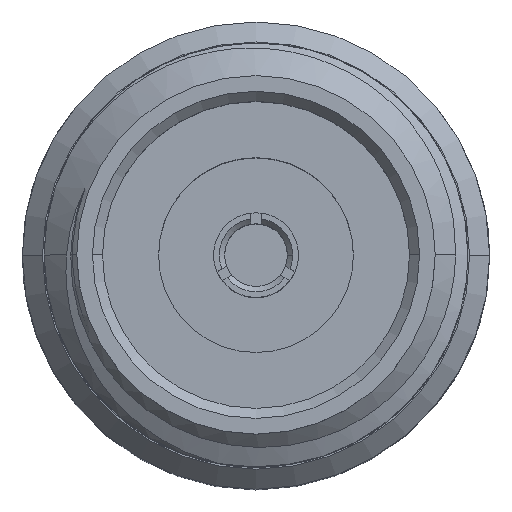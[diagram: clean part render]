
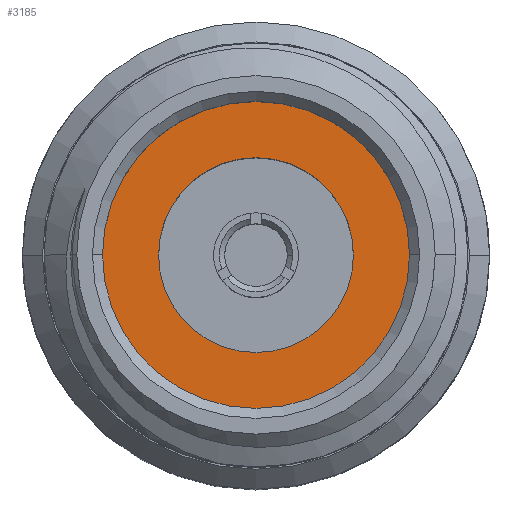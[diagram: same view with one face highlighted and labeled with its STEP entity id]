
A CAD part, top view. The second image highlights one B-rep face of the part: STEP entity #3185.
In plain terms, the highlighted planar face has unit normal (0, 0, 1).
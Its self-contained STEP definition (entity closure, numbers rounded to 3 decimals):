
#273 = VERTEX_POINT ( 'NONE', #1747 ) ;
#312 = DIRECTION ( 'NONE',  ( 0., 0., 1. ) ) ;
#392 = CIRCLE ( 'NONE', #3855, 2.3 ) ;
#526 = VERTEX_POINT ( 'NONE', #1645 ) ;
#552 = DIRECTION ( 'NONE',  ( 0., 0., 1. ) ) ;
#942 = DIRECTION ( 'NONE',  ( 1., 0., 0. ) ) ;
#1264 = CARTESIAN_POINT ( 'NONE',  ( 0., 0., 7.825 ) ) ;
#1278 = EDGE_CURVE ( 'NONE', #3580, #526, #392, .T. ) ;
#1304 = EDGE_LOOP ( 'NONE', ( #2376, #4606 ) ) ;
#1313 = DIRECTION ( 'NONE',  ( 0., 0., 1. ) ) ;
#1335 = CARTESIAN_POINT ( 'NONE',  ( 0., 0., 7.825 ) ) ;
#1619 = CARTESIAN_POINT ( 'NONE',  ( 0., 0., 7.825 ) ) ;
#1645 = CARTESIAN_POINT ( 'NONE',  ( -2.3, 0., 7.825 ) ) ;
#1707 = VERTEX_POINT ( 'NONE', #2542 ) ;
#1747 = CARTESIAN_POINT ( 'NONE',  ( 1.46, 0., 7.825 ) ) ;
#2121 = EDGE_CURVE ( 'NONE', #526, #3580, #2511, .T. ) ;
#2291 = AXIS2_PLACEMENT_3D ( 'NONE', #1619, #1313, #4317 ) ;
#2338 = CARTESIAN_POINT ( 'NONE',  ( 0., 0., 7.825 ) ) ;
#2376 = ORIENTED_EDGE ( 'NONE', *, *, #1278, .T. ) ;
#2511 = CIRCLE ( 'NONE', #3744, 2.3 ) ;
#2542 = CARTESIAN_POINT ( 'NONE',  ( -1.46, 0., 7.825 ) ) ;
#2652 = DIRECTION ( 'NONE',  ( 1., 0., 0. ) ) ;
#2679 = CARTESIAN_POINT ( 'NONE',  ( 2.3, 0., 7.825 ) ) ;
#2723 = CARTESIAN_POINT ( 'NONE',  ( 0., 0., 7.825 ) ) ;
#2858 = PLANE ( 'NONE',  #4958 ) ;
#2963 = EDGE_CURVE ( 'NONE', #273, #1707, #4327, .T. ) ;
#3108 = DIRECTION ( 'NONE',  ( 0., 0., 1. ) ) ;
#3185 = ADVANCED_FACE ( 'NONE', ( #5003, #3195 ), #2858, .T. ) ;
#3195 = FACE_OUTER_BOUND ( 'NONE', #1304, .T. ) ;
#3232 = EDGE_LOOP ( 'NONE', ( #3469, #4553 ) ) ;
#3469 = ORIENTED_EDGE ( 'NONE', *, *, #2963, .F. ) ;
#3570 = DIRECTION ( 'NONE',  ( 0., 0., 1. ) ) ;
#3580 = VERTEX_POINT ( 'NONE', #2679 ) ;
#3744 = AXIS2_PLACEMENT_3D ( 'NONE', #2338, #312, #2652 ) ;
#3855 = AXIS2_PLACEMENT_3D ( 'NONE', #2723, #3108, #4689 ) ;
#4044 = EDGE_CURVE ( 'NONE', #1707, #273, #4762, .T. ) ;
#4317 = DIRECTION ( 'NONE',  ( 1., 0., 0. ) ) ;
#4327 = CIRCLE ( 'NONE', #4702, 1.46 ) ;
#4398 = DIRECTION ( 'NONE',  ( 1., 0., 0. ) ) ;
#4553 = ORIENTED_EDGE ( 'NONE', *, *, #4044, .F. ) ;
#4606 = ORIENTED_EDGE ( 'NONE', *, *, #2121, .T. ) ;
#4689 = DIRECTION ( 'NONE',  ( 1., 0., 0. ) ) ;
#4702 = AXIS2_PLACEMENT_3D ( 'NONE', #1264, #3570, #4398 ) ;
#4762 = CIRCLE ( 'NONE', #2291, 1.46 ) ;
#4958 = AXIS2_PLACEMENT_3D ( 'NONE', #1335, #552, #942 ) ;
#5003 = FACE_BOUND ( 'NONE', #3232, .T. ) ;
